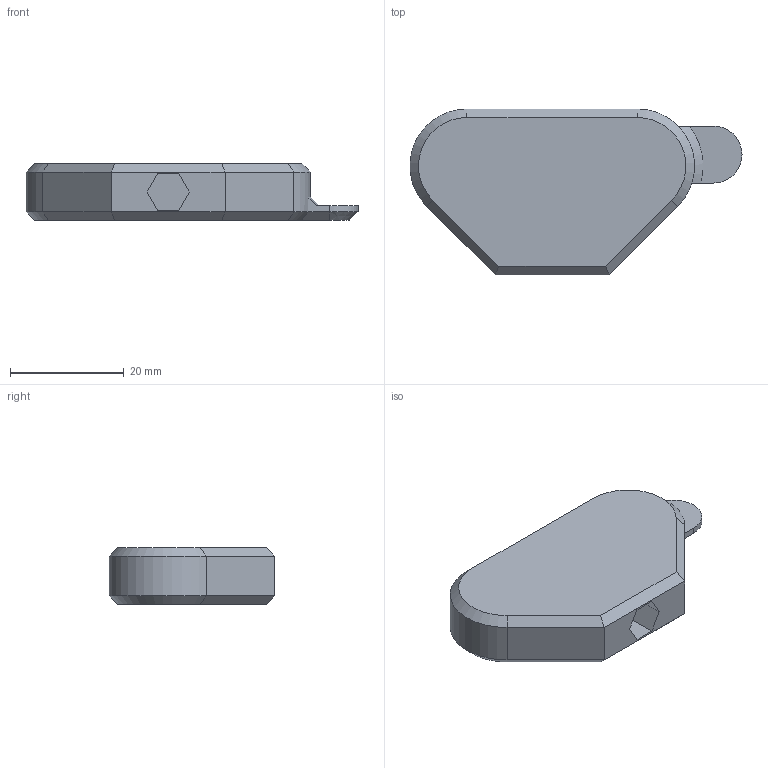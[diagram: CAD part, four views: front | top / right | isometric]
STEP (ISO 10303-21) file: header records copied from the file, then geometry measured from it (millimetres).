
FILE_DESCRIPTION(/* description */ (''),/* implementation_level */ '2;1');
FILE_NAME(/* name */ '5mm Hex Key.step',/* time_stamp */ '2024-01-19T23:55:42+01:00',/* author */ (''),/* organization */ (''),/* preprocessor_version */ 'ST-DEVELOPER v20',/* originating_system */ 'Autodesk Translation Framework v12.14.0.127',/* authorisation */ '');
FILE_SCHEMA (('AUTOMOTIVE_DESIGN { 1 0 10303 214 3 1 1 }'));
Length unit declared in the file: millimetre
Products named in the file (1): 5mm Hex Key
Bounding box: 58.34 x 29.14 x 10 mm (x, y, z)
Volume: 11194.8 mm3; surface area: 3978.4 mm2
Topology: 1 solids, 1 shells, 36 faces, 83 edges, 50 vertices
Faces by surface type: plane 26, cone 7, cylinder 3
Entity records: 1027 total; most frequent: CARTESIAN_POINT 180, DIRECTION 168, ORIENTED_EDGE 166, EDGE_CURVE 83, LINE 64, VECTOR 64, AXIS2_PLACEMENT_3D 52, VERTEX_POINT 50
